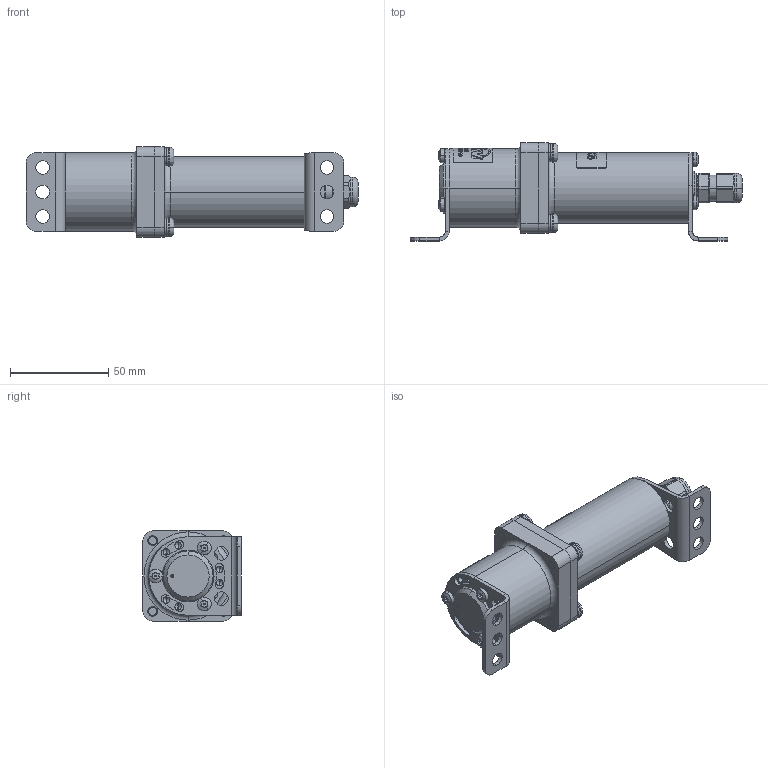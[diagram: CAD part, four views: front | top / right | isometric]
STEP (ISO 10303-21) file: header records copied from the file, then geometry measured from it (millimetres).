
FILE_DESCRIPTION (( 'STEP AP214' ), '1' );
FILE_NAME ('NED 605 #03195030.STEP', '2021-07-07T07:42:40', ( '' ), ( '' ), 'SwSTEP 2.0', 'SolidWorks 2015', '' );
FILE_SCHEMA (( 'AUTOMOTIVE_DESIGN' ));
Length unit declared in the file: millimetre
Products named in the file (1): NED 605 #03195030
Bounding box: 169.3 x 50 x 46 mm (x, y, z)
Volume: 77608.6 mm3; surface area: 57816.3 mm2
Topology: 41 solids, 44 shells, 3158 faces, 9361 edges, 6247 vertices
Faces by surface type: plane 2097, cylinder 694, bspline 180, cone 145, torus 42
Entity records: 120156 total; most frequent: CARTESIAN_POINT 36171, ORIENTED_EDGE 18318, DIRECTION 15283, EDGE_CURVE 9159, VERTEX_POINT 6247, VECTOR 5699, LINE 5699, AXIS2_PLACEMENT_3D 4792
